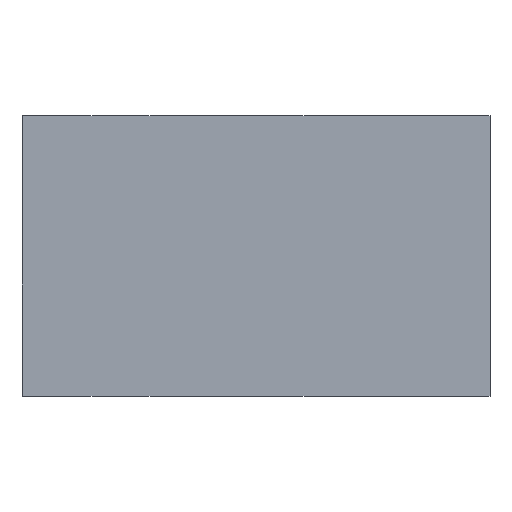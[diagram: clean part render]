
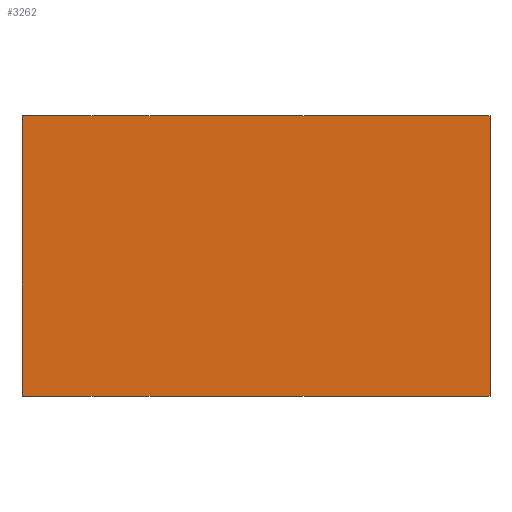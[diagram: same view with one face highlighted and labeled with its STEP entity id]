
A CAD part, top view. The second image highlights one B-rep face of the part: STEP entity #3262.
In plain terms, the highlighted face is planar.
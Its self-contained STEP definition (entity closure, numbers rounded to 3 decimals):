
#1467=DIRECTION('',(0.,0.,1.));
#1468=VECTOR('',#1467,3.);
#1469=CARTESIAN_POINT('',(-2.5,0.975,-1.5));
#1470=LINE('',#1469,#1468);
#1474=DIRECTION('',(-1.,0.,0.));
#1475=VECTOR('',#1474,5.);
#1476=CARTESIAN_POINT('',(2.5,0.975,-1.5));
#1477=LINE('',#1476,#1475);
#1481=DIRECTION('',(0.,0.,-1.));
#1482=VECTOR('',#1481,3.);
#1483=CARTESIAN_POINT('',(2.5,0.975,1.5));
#1484=LINE('',#1483,#1482);
#1488=DIRECTION('',(1.,0.,0.));
#1489=VECTOR('',#1488,5.);
#1490=CARTESIAN_POINT('',(-2.5,0.975,1.5));
#1491=LINE('',#1490,#1489);
#2098=CARTESIAN_POINT('',(-2.5,0.975,-1.5));
#2099=CARTESIAN_POINT('',(-2.5,0.975,1.5));
#2100=VERTEX_POINT('',#2098);
#2101=VERTEX_POINT('',#2099);
#2102=CARTESIAN_POINT('',(2.5,0.975,1.5));
#2103=VERTEX_POINT('',#2102);
#2104=CARTESIAN_POINT('',(2.5,0.975,-1.5));
#2105=VERTEX_POINT('',#2104);
#3250=CARTESIAN_POINT('',(0.,0.975,0.));
#3251=DIRECTION('',(0.,1.,0.));
#3252=DIRECTION('',(1.,0.,0.));
#3253=AXIS2_PLACEMENT_3D('',#3250,#3251,#3252);
#3254=PLANE('',#3253);
#3255=ORIENTED_EDGE('',*,*,#3014,.F.);
#3256=ORIENTED_EDGE('',*,*,#2811,.F.);
#3258=ORIENTED_EDGE('',*,*,#3257,.F.);
#3259=ORIENTED_EDGE('',*,*,#2914,.F.);
#3260=EDGE_LOOP('',(#3255,#3256,#3258,#3259));
#3261=FACE_OUTER_BOUND('',#3260,.F.);
#2811=EDGE_CURVE('',#2105,#2100,#1477,.T.);
#2914=EDGE_CURVE('',#2101,#2103,#1491,.T.);
#3014=EDGE_CURVE('',#2100,#2101,#1470,.T.);
#3257=EDGE_CURVE('',#2103,#2105,#1484,.T.);
#3262=ADVANCED_FACE('',(#3261),#3254,.T.);
